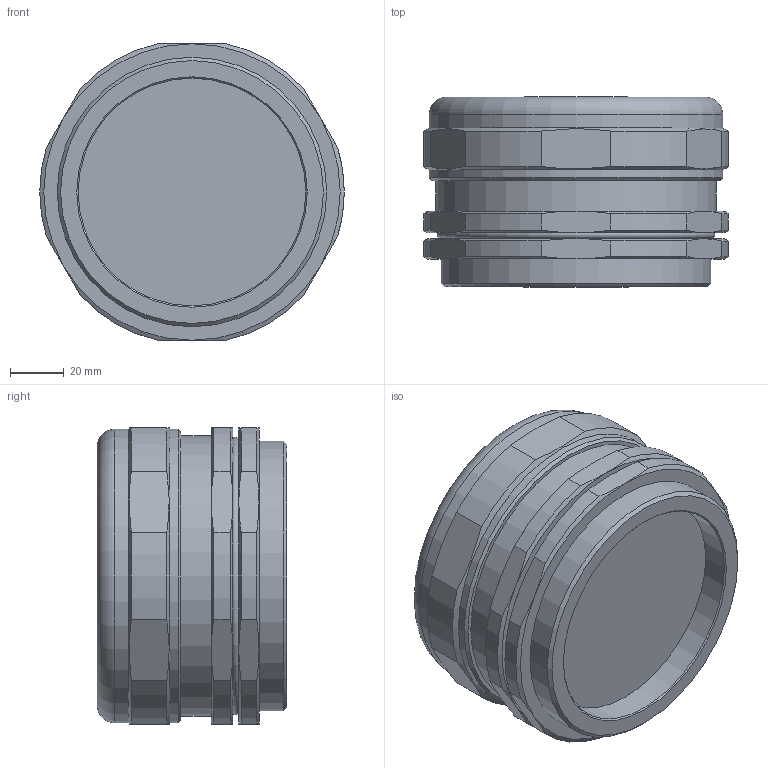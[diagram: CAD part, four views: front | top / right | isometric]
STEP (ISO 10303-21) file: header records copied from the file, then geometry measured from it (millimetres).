
FILE_DESCRIPTION(/* description */ (''),/* implementation_level */ '2;1');
FILE_NAME(/* name */ 'ГОФРОМАТИК ВК-НР-M100-84-L20.stp',/* time_stamp */ '2023-05-11T09:21:59+07:00',/* author */ ('zeta-09'),/* organization */ (''),/* preprocessor_version */ 'ST-DEVELOPER v18.1',/* originating_system */ 'Autodesk Inventor 2021',/* authorisation */ '');
FILE_SCHEMA (('AUTOMOTIVE_DESIGN { 1 0 10303 214 3 1 1 }'));
Length unit declared in the file: millimetre
Products named in the file (1): Деталь1
Bounding box: 113 x 70.36 x 110 mm (x, y, z)
Volume: 578107.7 mm3; surface area: 51763 mm2
Topology: 1 solids, 1 shells, 87 faces, 205 edges, 127 vertices
Faces by surface type: cone 30, plane 28, cylinder 25, torus 4
Full cylindrical faces by diameter (mm): 84.5 x1, 97.5 x1, 98.5 x1, 100 x1, 104 x1, 109 x2
Entity records: 2598 total; most frequent: CARTESIAN_POINT 540, DIRECTION 417, ORIENTED_EDGE 410, EDGE_CURVE 205, AXIS2_PLACEMENT_3D 184, VERTEX_POINT 127, CIRCLE 96, EDGE_LOOP 95
